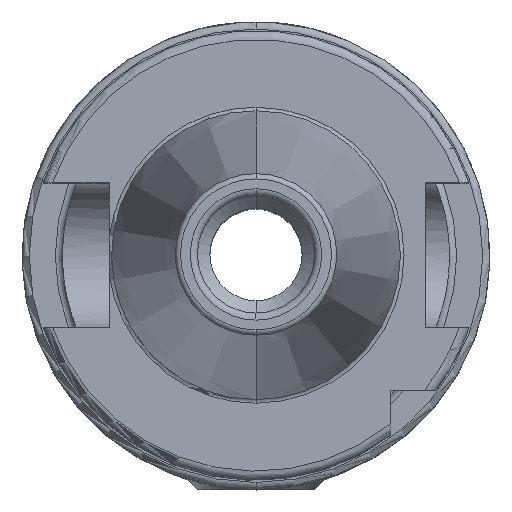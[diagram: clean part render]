
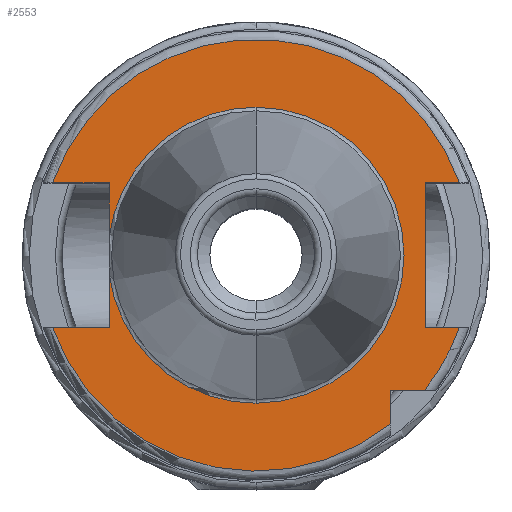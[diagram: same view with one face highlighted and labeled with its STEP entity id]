
A CAD part, top view. The second image highlights one B-rep face of the part: STEP entity #2553.
In plain terms, the highlighted planar face has unit normal (0, 0, 1).
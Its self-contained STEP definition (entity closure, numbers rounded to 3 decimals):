
#290=DIRECTION('',(1,0,0));
#291=VECTOR('',#290,6.31);
#292=CARTESIAN_POINT('',(-22.61,-8.05,15.9));
#293=LINE('',#292,#291);
#294=DIRECTION('',(0,1,0));
#295=VECTOR('',#294,5.834);
#296=CARTESIAN_POINT('',(-16.3,-8.05,15.9));
#297=LINE('',#296,#295);
#298=DIRECTION('',(0,1,0));
#299=VECTOR('',#298,5.834);
#300=CARTESIAN_POINT('',(-16.3,2.216,15.9));
#301=LINE('',#300,#299);
#302=DIRECTION('',(1,0,0));
#303=VECTOR('',#302,6.31);
#304=CARTESIAN_POINT('',(-22.61,8.05,15.9));
#305=LINE('',#304,#303);
#306=DIRECTION('',(-1,0,0));
#307=VECTOR('',#306,3.81);
#308=CARTESIAN_POINT('',(22.61,8.05,15.9));
#309=LINE('',#308,#307);
#310=DIRECTION('',(0,-1,0));
#311=VECTOR('',#310,16.1);
#312=CARTESIAN_POINT('',(18.8,8.05,15.9));
#313=LINE('',#312,#311);
#314=DIRECTION('',(-1,0,0));
#315=VECTOR('',#314,3.81);
#316=CARTESIAN_POINT('',(22.61,-8.05,15.9));
#317=LINE('',#316,#315);
#318=CARTESIAN_POINT('',(0,0,15.9));
#319=DIRECTION('',(0,0,1));
#320=DIRECTION('',(0.781,-0.625,0));
#321=AXIS2_PLACEMENT_3D('',#318,#319,#320);
#323=DIRECTION('',(-1,0,0));
#324=VECTOR('',#323,3.735);
#325=CARTESIAN_POINT('',(18.735,-15,15.9));
#326=LINE('',#325,#324);
#327=DIRECTION('',(0,1,0));
#328=VECTOR('',#327,3.735);
#329=CARTESIAN_POINT('',(15,-18.735,15.9));
#330=LINE('',#329,#328);
#342=CARTESIAN_POINT('',(0,0,15.9));
#343=DIRECTION('',(0,0,1));
#344=DIRECTION('',(0,1,0));
#345=AXIS2_PLACEMENT_3D('',#342,#343,#344);
#357=CARTESIAN_POINT('',(0,0,15.9));
#358=DIRECTION('',(0,0,1));
#359=DIRECTION('',(-0.991,-0.135,0));
#360=AXIS2_PLACEMENT_3D('',#357,#358,#359);
#362=CARTESIAN_POINT('',(0,0,15.9));
#363=DIRECTION('',(0,0,-1));
#364=DIRECTION('',(0,1,0));
#365=AXIS2_PLACEMENT_3D('',#362,#363,#364);
#1204=CARTESIAN_POINT('',(0,0,15.9));
#1205=DIRECTION('',(0,0,1));
#1206=DIRECTION('',(0.942,0.335,0));
#1207=AXIS2_PLACEMENT_3D('',#1204,#1205,#1206);
#1255=CARTESIAN_POINT('',(0,0,15.9));
#1256=DIRECTION('',(0,0,1));
#1257=DIRECTION('',(-0.942,-0.335,0));
#1258=AXIS2_PLACEMENT_3D('',#1255,#1256,#1257);
#1741=CARTESIAN_POINT('',(0,16.45,15.9));
#1743=VERTEX_POINT('',#1741);
#1763=CARTESIAN_POINT('',(0,-16.45,15.9));
#1765=VERTEX_POINT('',#1763);
#1853=CARTESIAN_POINT('',(-22.61,-8.05,15.9));
#1854=CARTESIAN_POINT('',(-16.3,-8.05,15.9));
#1855=VERTEX_POINT('',#1853);
#1856=VERTEX_POINT('',#1854);
#1857=CARTESIAN_POINT('',(-16.3,-2.216,15.9));
#1858=VERTEX_POINT('',#1857);
#1859=CARTESIAN_POINT('',(-16.3,2.216,15.9));
#1860=CARTESIAN_POINT('',(-16.3,8.05,15.9));
#1861=VERTEX_POINT('',#1859);
#1862=VERTEX_POINT('',#1860);
#1863=CARTESIAN_POINT('',(-22.61,8.05,15.9));
#1864=VERTEX_POINT('',#1863);
#1865=CARTESIAN_POINT('',(18.8,8.05,15.9));
#1866=CARTESIAN_POINT('',(18.8,-8.05,15.9));
#1867=VERTEX_POINT('',#1865);
#1868=VERTEX_POINT('',#1866);
#1869=CARTESIAN_POINT('',(22.61,-8.05,15.9));
#1870=VERTEX_POINT('',#1869);
#1871=CARTESIAN_POINT('',(22.61,8.05,15.9));
#1872=VERTEX_POINT('',#1871);
#1873=CARTESIAN_POINT('',(15,-18.735,15.9));
#1874=CARTESIAN_POINT('',(15,-15,15.9));
#1875=VERTEX_POINT('',#1873);
#1876=VERTEX_POINT('',#1874);
#1877=CARTESIAN_POINT('',(18.735,-15,15.9));
#1878=VERTEX_POINT('',#1877);
#2523=CARTESIAN_POINT('',(0,0,15.9));
#2524=DIRECTION('',(0,0,-1));
#2525=DIRECTION('',(0,-1,0));
#2526=AXIS2_PLACEMENT_3D('',#2523,#2524,#2525);
#2527=PLANE('',#2526);
#2528=ORIENTED_EDGE('',*,*,#2438,.T.);
#2529=ORIENTED_EDGE('',*,*,#2518,.T.);
#2531=ORIENTED_EDGE('',*,*,#2530,.T.);
#2533=ORIENTED_EDGE('',*,*,#2532,.F.);
#2535=ORIENTED_EDGE('',*,*,#2534,.T.);
#2536=ORIENTED_EDGE('',*,*,#2514,.T.);
#2537=ORIENTED_EDGE('',*,*,#2501,.F.);
#2539=ORIENTED_EDGE('',*,*,#2538,.F.);
#2540=ORIENTED_EDGE('',*,*,#2312,.T.);
#2541=ORIENTED_EDGE('',*,*,#2165,.T.);
#2542=ORIENTED_EDGE('',*,*,#2150,.F.);
#2544=ORIENTED_EDGE('',*,*,#2543,.F.);
#2546=ORIENTED_EDGE('',*,*,#2545,.T.);
#2548=ORIENTED_EDGE('',*,*,#2547,.F.);
#2550=ORIENTED_EDGE('',*,*,#2549,.F.);
#2551=EDGE_LOOP('',(#2528,#2529,#2531,#2533,#2535,#2536,#2537,#2539,#2540,#2541,
#2542,#2544,#2546,#2548,#2550));
#2552=FACE_OUTER_BOUND('',#2551,.F.);
#2553=ADVANCED_FACE('',(#2552),#2527,.F.);
#322=CIRCLE('',#321,24);
#346=CIRCLE('',#345,16.45);
#361=CIRCLE('',#360,16.45);
#366=CIRCLE('',#365,16.45);
#1208=CIRCLE('',#1207,24);
#1259=CIRCLE('',#1258,24);
#2150=EDGE_CURVE('',#1870,#1868,#317,.T.);
#2165=EDGE_CURVE('',#1867,#1868,#313,.T.);
#2312=EDGE_CURVE('',#1872,#1867,#309,.T.);
#2438=EDGE_CURVE('',#1855,#1856,#293,.T.);
#2501=EDGE_CURVE('',#1864,#1862,#305,.T.);
#2514=EDGE_CURVE('',#1861,#1862,#301,.T.);
#2518=EDGE_CURVE('',#1856,#1858,#297,.T.);
#2530=EDGE_CURVE('',#1858,#1765,#361,.T.);
#2532=EDGE_CURVE('',#1743,#1765,#366,.T.);
#2534=EDGE_CURVE('',#1743,#1861,#346,.T.);
#2538=EDGE_CURVE('',#1872,#1864,#1208,.T.);
#2543=EDGE_CURVE('',#1878,#1870,#322,.T.);
#2545=EDGE_CURVE('',#1878,#1876,#326,.T.);
#2547=EDGE_CURVE('',#1875,#1876,#330,.T.);
#2549=EDGE_CURVE('',#1855,#1875,#1259,.T.);
